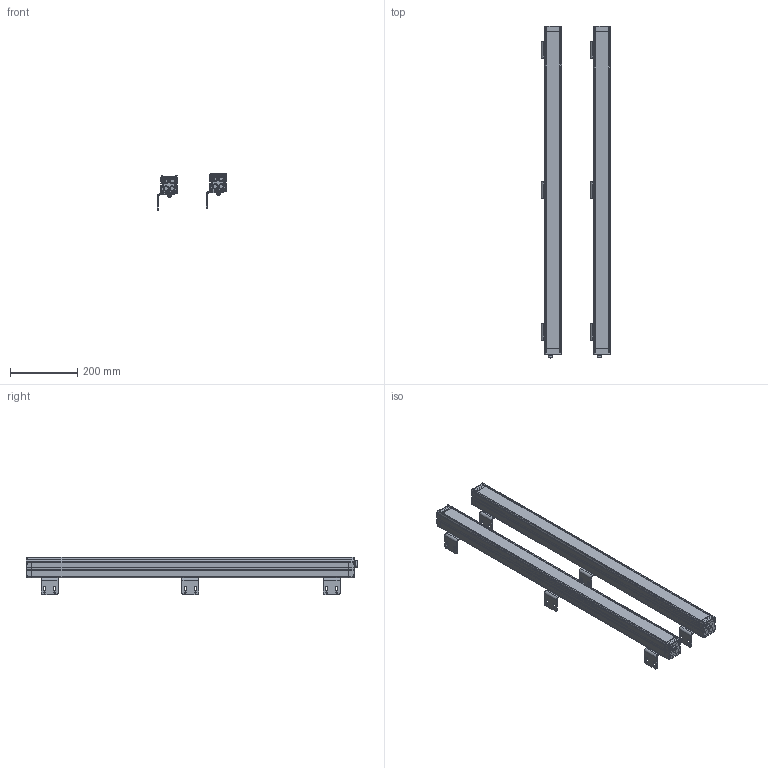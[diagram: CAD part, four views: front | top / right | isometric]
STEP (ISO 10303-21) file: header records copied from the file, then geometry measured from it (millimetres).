
FILE_DESCRIPTION (( 'STEP AP214' ), '1' );
FILE_NAME ('S-3B.STEP', '2021-01-06T14:37:31', ( '' ), ( '' ), 'SwSTEP 2.0', 'SolidWorks 2019', '' );
FILE_SCHEMA (( 'AUTOMOTIVE_DESIGN' ));
Length unit declared in the file: inch
Products named in the file (3): S-3B_2; S-3B; S-3B_1
Assembly tree (2 placements, depth 2):
  S-3B
    S-3B_1
    S-3B_2
Bounding box: 205.29 x 984.1 x 111.53 mm (x, y, z)
Volume: 1665291.4 mm3; surface area: 1289489.7 mm2
Topology: 61 solids, 61 shells, 4254 faces, 10487 edges, 6323 vertices
Faces by surface type: plane 1924, cylinder 1590, cone 208, bspline 188, torus 180, sphere 164
Full cylindrical faces by diameter (mm): 2 x4, 3.5 x32, 4.5 x20, 6 x24, 6.6 x16, 7.865 x11, 9.6 x2, 10 x2, 11 x4, 12 x12, 12.705 x11, 14 x6, 15 x8, 15.5 x2
Entity records: 144885 total; most frequent: CARTESIAN_POINT 45541, DIRECTION 20868, ORIENTED_EDGE 19988, EDGE_CURVE 9994, AXIS2_PLACEMENT_3D 7355, VERTEX_POINT 6244, VECTOR 6158, LINE 6158
